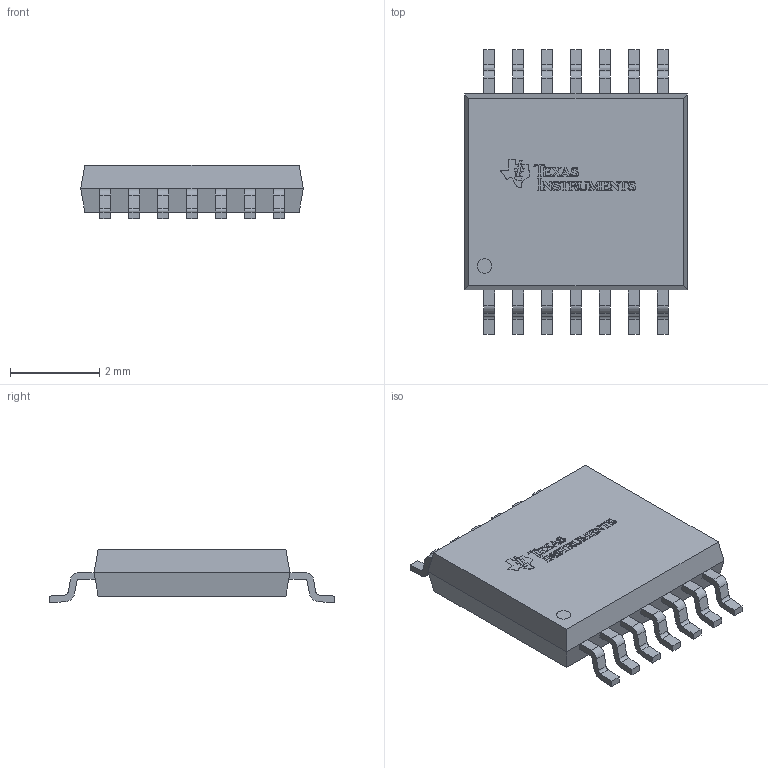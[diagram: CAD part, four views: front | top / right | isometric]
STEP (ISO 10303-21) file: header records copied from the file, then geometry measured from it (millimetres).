
FILE_DESCRIPTION(/* description */ (''),/* implementation_level */ '2;1');
FILE_NAME(/* name */ 'Texas Instruments CD40106BPWR.stp',/* time_stamp */ '2019-11-14T17:14:43+02:00',/* author */ ('BMT'),/* organization */ (''),/* preprocessor_version */ 'ST-DEVELOPER v16.5',/* originating_system */ 'Autodesk Inventor 2017',/* authorisation */ '');
FILE_SCHEMA (('AUTOMOTIVE_DESIGN { 1 0 10303 214 3 1 1 }'));
Length unit declared in the file: millimetre
Products named in the file (5): Texas Instruments CD40106BPWR; Texas Instruments CD40106BPWR 1; Texas Instruments CD40106BPWR 2; Texas Instruments CD40106BPWR 2_MIR; Texas Instruments
Assembly tree (25 placements, depth 2):
  Texas Instruments CD40106BPWR
    Texas Instruments CD40106BPWR 1
    Texas Instruments CD40106BPWR 2  x16
    Texas Instruments CD40106BPWR 2_MIR  x7
    Texas Instruments
Bounding box: 5 x 6.4 x 1.2 mm (x, y, z)
Volume: 23.3 mm3; surface area: 87.7 mm2
Topology: 42 solids, 42 shells, 754 faces, 2003 edges, 1334 vertices
Faces by surface type: plane 495, bspline 166, cylinder 93
Full cylindrical faces by diameter (mm): 0.328 x1
Entity records: 15494 total; most frequent: CARTESIAN_POINT 4654, ORIENTED_EDGE 2492, DIRECTION 1632, EDGE_CURVE 1246, LINE 896, VECTOR 896, VERTEX_POINT 830, EDGE_LOOP 466
